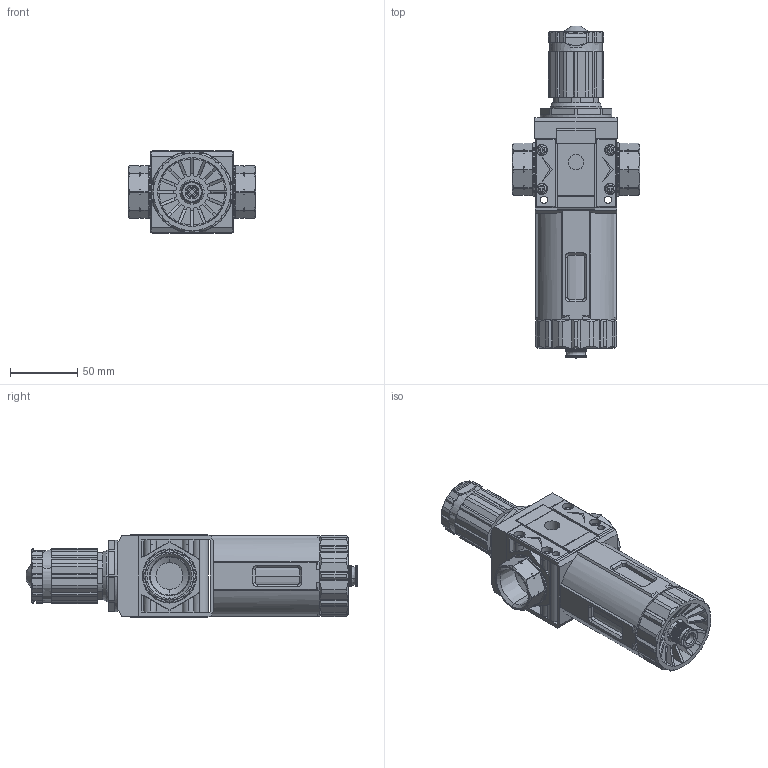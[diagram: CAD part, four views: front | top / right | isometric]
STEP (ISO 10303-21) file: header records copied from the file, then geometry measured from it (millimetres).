
FILE_DESCRIPTION (( 'STEP AP203' ), '1' );
FILE_NAME ('5U26B246.step', '2023-05-17T14:25:39', ( '' ), ( '' ), 'SwSTEP 2.0', 'SolidWorks 2021', '' );
FILE_SCHEMA (( 'CONFIG_CONTROL_DESIGN' ));
Products named in the file (1): 5U26B246
Bounding box: 94.5 x 246.2 x 61 mm (x, y, z)
Volume: 472183.9 mm3; surface area: 144967.4 mm2
Topology: 15 solids, 15 shells, 2089 faces, 5698 edges, 3674 vertices
Faces by surface type: plane 1272, cylinder 521, cone 189, bspline 107
Entity records: 71051 total; most frequent: CARTESIAN_POINT 18377, ORIENTED_EDGE 11396, DIRECTION 10624, EDGE_CURVE 5698, VERTEX_POINT 3674, AXIS2_PLACEMENT_3D 3568, VECTOR 3488, LINE 3488
